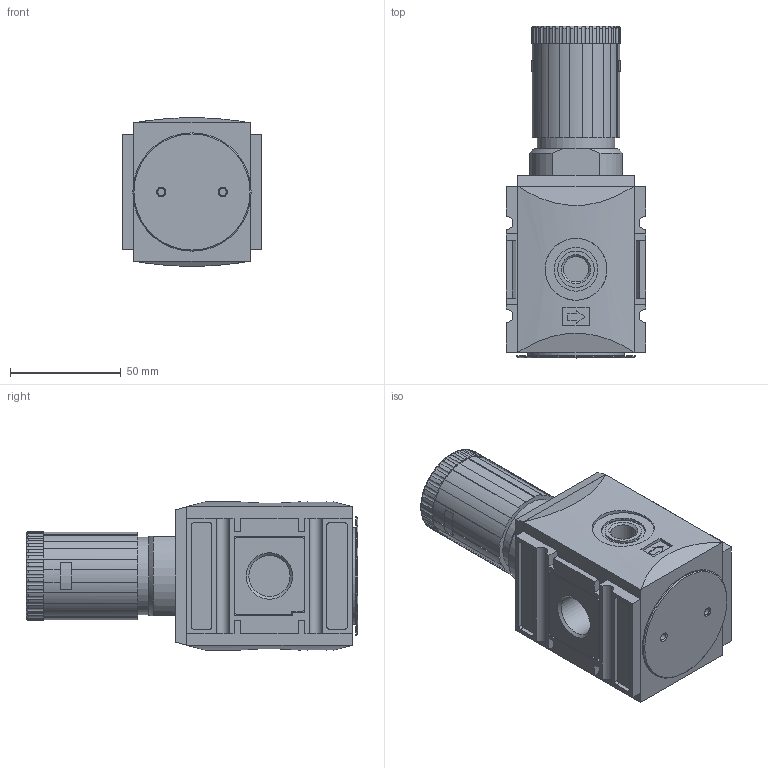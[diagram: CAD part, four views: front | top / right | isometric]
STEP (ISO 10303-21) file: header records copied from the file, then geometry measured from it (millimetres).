
FILE_DESCRIPTION(/* description */ ('STEP AP214'),/* implementation_level */ '2;1');
FILE_NAME(/* name */ '033479',/* time_stamp */ '2026-03-16T11:39:30+01:00',/* author */ ('License CC BY-ND 4.0'),/* organization */ ('CADENAS'),/* preprocessor_version */ 'ST-DEVELOPER v20',/* originating_system */ 'PARTsolutions',/* authorisation */ ' ');
FILE_SCHEMA (('AUTOMOTIVE_DESIGN {1 0 10303 214 3 1 1}'));
Length unit declared in the file: millimetre
Products named in the file (3): 033479; FU 7180G 1/2000-1; FU 7180-3
Assembly tree (2 placements, depth 2):
  033479
    FU 7180G 1/2000-1
    FU 7180-3
Bounding box: 63 x 150 x 67.13 mm (x, y, z)
Volume: 379736.7 mm3; surface area: 49475.7 mm2
Topology: 2 solids, 2 shells, 460 faces, 1208 edges, 789 vertices
Faces by surface type: plane 255, cylinder 155, torus 38, cone 12
Full cylindrical faces by diameter (mm): 3.2 x2, 11.445 x1, 16.5 x2, 18.631 x2, 19.8 x2, 28 x2, 35 x1, 42 x1, 43.8 x1, 53.5 x1
Entity records: 17560 total; most frequent: CARTESIAN_POINT 2925, DIRECTION 2376, ORIENTED_EDGE 2352, EDGE_CURVE 1176, AXIS2_PLACEMENT_3D 855, VERTEX_POINT 784, LINE 666, VECTOR 666
